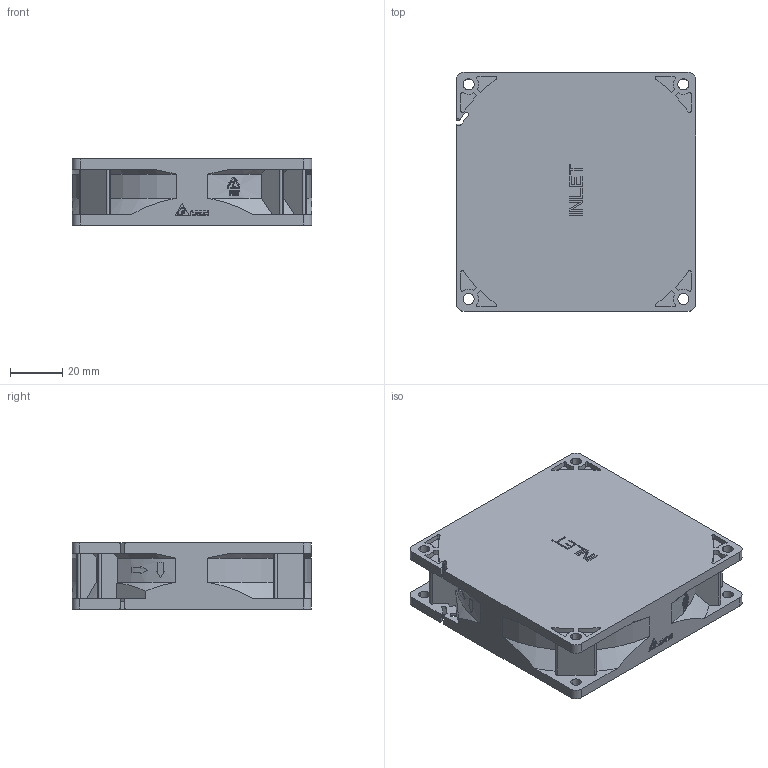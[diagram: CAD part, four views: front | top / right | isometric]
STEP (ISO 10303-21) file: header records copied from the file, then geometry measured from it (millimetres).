
FILE_DESCRIPTION((''),'2;1');
FILE_NAME('AFC0912D-AF00','2017-03-28T',('yiliang.gong'),(''),'CREO PARAMETRIC BY PTC INC, 2015080','CREO PARAMETRIC BY PTC INC, 2015080','');
FILE_SCHEMA(('CONFIG_CONTROL_DESIGN'));
Length unit declared in the file: millimetre
Products named in the file (1): AFC0912D-AF00
Bounding box: 92 x 92.2 x 25.4 mm (x, y, z)
Volume: 189300.3 mm3; surface area: 31481.2 mm2
Topology: 1 solids, 1 shells, 618 faces, 1740 edges, 1169 vertices
Faces by surface type: plane 373, cylinder 176, bspline 43, cone 20, extrusion 6
Entity records: 21980 total; most frequent: CARTESIAN_POINT 5836, ORIENTED_EDGE 3480, DIRECTION 3186, EDGE_CURVE 1740, VERTEX_POINT 1169, VECTOR 1164, LINE 1158, AXIS2_PLACEMENT_3D 1011
